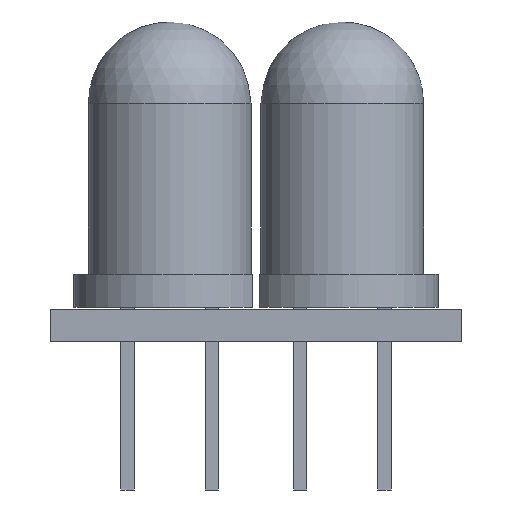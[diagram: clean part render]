
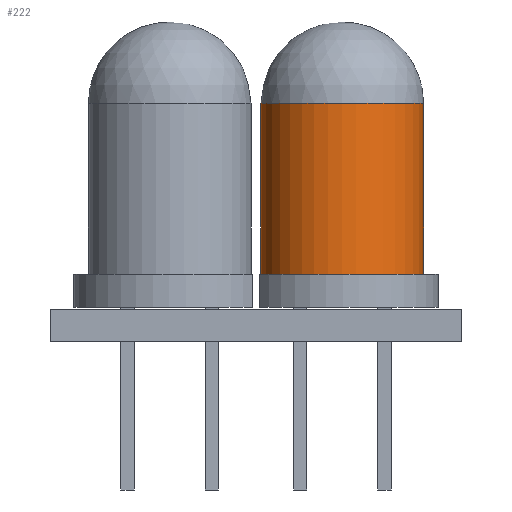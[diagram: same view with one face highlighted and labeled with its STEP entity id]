
A CAD part, front view. The second image highlights one B-rep face of the part: STEP entity #222.
In plain terms, the highlighted cylindrical face has radius 2.45 mm (diameter 4.9 mm), a full revolution.
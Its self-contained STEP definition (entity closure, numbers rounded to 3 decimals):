
#99 = VERTEX_POINT('',#100);
#100 = CARTESIAN_POINT('',(3.72,0.,9.15));
#110 = SPHERICAL_SURFACE('',#111,2.45);
#111 = AXIS2_PLACEMENT_3D('',#112,#113,#114);
#112 = CARTESIAN_POINT('',(1.27,0.,9.15));
#113 = DIRECTION('',(0.,0.,1.));
#114 = DIRECTION('',(1.,0.,0.));
#174 = EDGE_CURVE('',#99,#99,#175,.T.);
#175 = SURFACE_CURVE('',#176,(#181,#210),.PCURVE_S1.);
#176 = CIRCLE('',#177,2.45);
#177 = AXIS2_PLACEMENT_3D('',#178,#179,#180);
#178 = CARTESIAN_POINT('',(1.27,0.,9.15));
#179 = DIRECTION('',(0.,0.,-1.));
#180 = DIRECTION('',(1.,0.,0.));
#181 = PCURVE('',#110,#182);
#182 = DEFINITIONAL_REPRESENTATION('',(#183),#209);
#183 = B_SPLINE_CURVE_WITH_KNOTS('',3,(#184,#185,#186,#187,#188,#189,
    #190,#191,#192,#193,#194,#195,#196,#197,#198,#199,#200,#201,#202,
    #203,#204,#205,#206,#207,#208),.UNSPECIFIED.,.F.,.F.,(4,1,1,1,1,1,1,
    1,1,1,1,1,1,1,1,1,1,1,1,1,1,1,4),(0.,0.286,0.571,
    0.857,1.142,1.428,1.714,
    1.999,2.285,2.57,2.856,
    3.142,3.427,3.713,3.998,
    4.284,4.57,4.855,5.141,
    5.426,5.712,5.998,6.283),
  .QUASI_UNIFORM_KNOTS.);
#184 = CARTESIAN_POINT('',(6.283,0.));
#185 = CARTESIAN_POINT('',(6.188,0.));
#186 = CARTESIAN_POINT('',(5.998,0.));
#187 = CARTESIAN_POINT('',(5.712,0.));
#188 = CARTESIAN_POINT('',(5.426,0.));
#189 = CARTESIAN_POINT('',(5.141,0.));
#190 = CARTESIAN_POINT('',(4.855,0.));
#191 = CARTESIAN_POINT('',(4.57,0.));
#192 = CARTESIAN_POINT('',(4.284,0.));
#193 = CARTESIAN_POINT('',(3.998,0.));
#194 = CARTESIAN_POINT('',(3.713,0.));
#195 = CARTESIAN_POINT('',(3.427,0.));
#196 = CARTESIAN_POINT('',(3.142,0.));
#197 = CARTESIAN_POINT('',(2.856,0.));
#198 = CARTESIAN_POINT('',(2.57,0.));
#199 = CARTESIAN_POINT('',(2.285,0.));
#200 = CARTESIAN_POINT('',(1.999,0.));
#201 = CARTESIAN_POINT('',(1.714,0.));
#202 = CARTESIAN_POINT('',(1.428,0.));
#203 = CARTESIAN_POINT('',(1.142,0.));
#204 = CARTESIAN_POINT('',(0.857,0.));
#205 = CARTESIAN_POINT('',(0.571,0.));
#206 = CARTESIAN_POINT('',(0.286,0.));
#207 = CARTESIAN_POINT('',(0.095,0.));
#208 = CARTESIAN_POINT('',(0.,0.));
#209 = ( GEOMETRIC_REPRESENTATION_CONTEXT(2) 
PARAMETRIC_REPRESENTATION_CONTEXT() REPRESENTATION_CONTEXT('2D SPACE',''
  ) );
#210 = PCURVE('',#211,#216);
#211 = CYLINDRICAL_SURFACE('',#212,2.45);
#212 = AXIS2_PLACEMENT_3D('',#213,#214,#215);
#213 = CARTESIAN_POINT('',(1.27,0.,9.15));
#214 = DIRECTION('',(0.,0.,-1.));
#215 = DIRECTION('',(1.,0.,0.));
#216 = DEFINITIONAL_REPRESENTATION('',(#217),#221);
#217 = LINE('',#218,#219);
#218 = CARTESIAN_POINT('',(0.,0.));
#219 = VECTOR('',#220,1.);
#220 = DIRECTION('',(1.,0.));
#221 = ( GEOMETRIC_REPRESENTATION_CONTEXT(2) 
PARAMETRIC_REPRESENTATION_CONTEXT() REPRESENTATION_CONTEXT('2D SPACE',''
  ) );
#222 = ADVANCED_FACE('',(#223),#211,.T.);
#223 = FACE_BOUND('',#224,.T.);
#224 = EDGE_LOOP('',(#225,#248,#249,#250));
#225 = ORIENTED_EDGE('',*,*,#226,.F.);
#226 = EDGE_CURVE('',#99,#227,#229,.T.);
#227 = VERTEX_POINT('',#228);
#228 = CARTESIAN_POINT('',(3.72,0.,4.));
#229 = SEAM_CURVE('',#230,(#234,#241),.PCURVE_S1.);
#230 = LINE('',#231,#232);
#231 = CARTESIAN_POINT('',(3.72,0.,9.15));
#232 = VECTOR('',#233,1.);
#233 = DIRECTION('',(0.,0.,-1.));
#234 = PCURVE('',#211,#235);
#235 = DEFINITIONAL_REPRESENTATION('',(#236),#240);
#236 = LINE('',#237,#238);
#237 = CARTESIAN_POINT('',(0.,0.));
#238 = VECTOR('',#239,1.);
#239 = DIRECTION('',(0.,1.));
#240 = ( GEOMETRIC_REPRESENTATION_CONTEXT(2) 
PARAMETRIC_REPRESENTATION_CONTEXT() REPRESENTATION_CONTEXT('2D SPACE',''
  ) );
#241 = PCURVE('',#211,#242);
#242 = DEFINITIONAL_REPRESENTATION('',(#243),#247);
#243 = LINE('',#244,#245);
#244 = CARTESIAN_POINT('',(6.283,0.));
#245 = VECTOR('',#246,1.);
#246 = DIRECTION('',(0.,1.));
#247 = ( GEOMETRIC_REPRESENTATION_CONTEXT(2) 
PARAMETRIC_REPRESENTATION_CONTEXT() REPRESENTATION_CONTEXT('2D SPACE',''
  ) );
#248 = ORIENTED_EDGE('',*,*,#174,.T.);
#249 = ORIENTED_EDGE('',*,*,#226,.T.);
#250 = ORIENTED_EDGE('',*,*,#251,.F.);
#251 = EDGE_CURVE('',#227,#227,#252,.T.);
#252 = SURFACE_CURVE('',#253,(#258,#265),.PCURVE_S1.);
#253 = CIRCLE('',#254,2.45);
#254 = AXIS2_PLACEMENT_3D('',#255,#256,#257);
#255 = CARTESIAN_POINT('',(1.27,0.,4.));
#256 = DIRECTION('',(0.,0.,-1.));
#257 = DIRECTION('',(1.,0.,0.));
#258 = PCURVE('',#211,#259);
#259 = DEFINITIONAL_REPRESENTATION('',(#260),#264);
#260 = LINE('',#261,#262);
#261 = CARTESIAN_POINT('',(0.,5.15));
#262 = VECTOR('',#263,1.);
#263 = DIRECTION('',(1.,0.));
#264 = ( GEOMETRIC_REPRESENTATION_CONTEXT(2) 
PARAMETRIC_REPRESENTATION_CONTEXT() REPRESENTATION_CONTEXT('2D SPACE',''
  ) );
#265 = PCURVE('',#266,#271);
#266 = PLANE('',#267);
#267 = AXIS2_PLACEMENT_3D('',#268,#269,#270);
#268 = CARTESIAN_POINT('',(-1.23,-1.47,4.));
#269 = DIRECTION('',(0.,0.,-1.));
#270 = DIRECTION('',(-1.,0.,0.));
#271 = DEFINITIONAL_REPRESENTATION('',(#272),#276);
#272 = CIRCLE('',#273,2.45);
#273 = AXIS2_PLACEMENT_2D('',#274,#275);
#274 = CARTESIAN_POINT('',(-2.5,1.47));
#275 = DIRECTION('',(-1.,0.));
#276 = ( GEOMETRIC_REPRESENTATION_CONTEXT(2) 
PARAMETRIC_REPRESENTATION_CONTEXT() REPRESENTATION_CONTEXT('2D SPACE',''
  ) );
